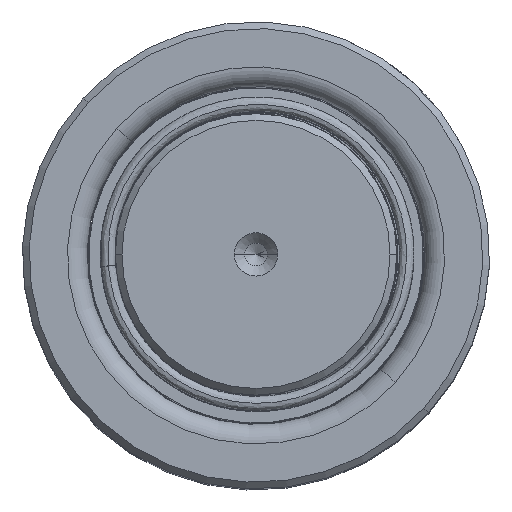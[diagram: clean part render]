
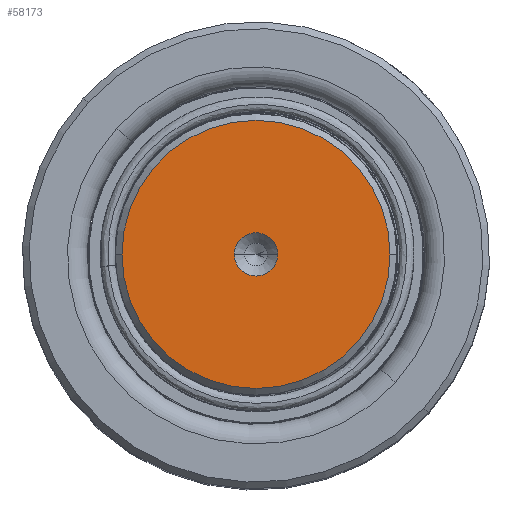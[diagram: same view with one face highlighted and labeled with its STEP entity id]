
A CAD part, top view. The second image highlights one B-rep face of the part: STEP entity #58173.
In plain terms, the highlighted planar face has unit normal (0, 0, 1).
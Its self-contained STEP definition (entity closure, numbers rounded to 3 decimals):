
#2827 = CARTESIAN_POINT ( 'NONE',  ( 3.85, 0., 220. ) ) ;
#3117 = CIRCLE ( 'NONE', #58253, 23.816 ) ;
#3978 = CIRCLE ( 'NONE', #21065, 23.816 ) ;
#5292 = CARTESIAN_POINT ( 'NONE',  ( 0., 0., 220. ) ) ;
#8386 = ORIENTED_EDGE ( 'NONE', *, *, #22317, .T. ) ;
#12075 = EDGE_CURVE ( 'NONE', #16080, #43291, #3978, .T. ) ;
#15747 = DIRECTION ( 'NONE',  ( 0., 0., 1. ) ) ;
#16080 = VERTEX_POINT ( 'NONE', #58157 ) ;
#16617 = DIRECTION ( 'NONE',  ( 1., 0., 0. ) ) ;
#18133 = CARTESIAN_POINT ( 'NONE',  ( -3.85, 0., 220. ) ) ;
#19398 = ORIENTED_EDGE ( 'NONE', *, *, #51740, .F. ) ;
#21065 = AXIS2_PLACEMENT_3D ( 'NONE', #35852, #26505, #50450 ) ;
#21856 = CIRCLE ( 'NONE', #39598, 3.85 ) ;
#22317 = EDGE_CURVE ( 'NONE', #43291, #16080, #3117, .T. ) ;
#23971 = CARTESIAN_POINT ( 'NONE',  ( 0., 0., 220. ) ) ;
#24289 = AXIS2_PLACEMENT_3D ( 'NONE', #53157, #28156, #33148 ) ;
#24336 = FACE_OUTER_BOUND ( 'NONE', #34130, .T. ) ;
#25487 = DIRECTION ( 'NONE',  ( 1., 0., 0. ) ) ;
#26505 = DIRECTION ( 'NONE',  ( 0., 0., 1. ) ) ;
#26715 = EDGE_LOOP ( 'NONE', ( #28393, #19398 ) ) ;
#28156 = DIRECTION ( 'NONE',  ( 0., 0., 1. ) ) ;
#28393 = ORIENTED_EDGE ( 'NONE', *, *, #30748, .F. ) ;
#28915 = ORIENTED_EDGE ( 'NONE', *, *, #12075, .T. ) ;
#29779 = VERTEX_POINT ( 'NONE', #2827 ) ;
#30748 = EDGE_CURVE ( 'NONE', #29779, #58971, #54228, .T. ) ;
#31323 = CARTESIAN_POINT ( 'NONE',  ( -23.816, 0., 220. ) ) ;
#31400 = DIRECTION ( 'NONE',  ( 0., 0., 1. ) ) ;
#33148 = DIRECTION ( 'NONE',  ( 1., 0., 0. ) ) ;
#34130 = EDGE_LOOP ( 'NONE', ( #8386, #28915 ) ) ;
#35265 = PLANE ( 'NONE',  #60956 ) ;
#35852 = CARTESIAN_POINT ( 'NONE',  ( 0., 0., 220. ) ) ;
#36357 = CARTESIAN_POINT ( 'NONE',  ( 0., 0., 220. ) ) ;
#39598 = AXIS2_PLACEMENT_3D ( 'NONE', #36357, #31400, #16617 ) ;
#43291 = VERTEX_POINT ( 'NONE', #31323 ) ;
#49419 = DIRECTION ( 'NONE',  ( 1., 0., 0. ) ) ;
#50450 = DIRECTION ( 'NONE',  ( 1., 0., 0. ) ) ;
#51740 = EDGE_CURVE ( 'NONE', #58971, #29779, #21856, .T. ) ;
#53157 = CARTESIAN_POINT ( 'NONE',  ( 0., 0., 220. ) ) ;
#54228 = CIRCLE ( 'NONE', #24289, 3.85 ) ;
#58157 = CARTESIAN_POINT ( 'NONE',  ( 23.816, 0., 220. ) ) ;
#58173 = ADVANCED_FACE ( 'NONE', ( #60929, #24336 ), #35265, .T. ) ;
#58253 = AXIS2_PLACEMENT_3D ( 'NONE', #23971, #64198, #49419 ) ;
#58971 = VERTEX_POINT ( 'NONE', #18133 ) ;
#60929 = FACE_BOUND ( 'NONE', #26715, .T. ) ;
#60956 = AXIS2_PLACEMENT_3D ( 'NONE', #5292, #15747, #25487 ) ;
#64198 = DIRECTION ( 'NONE',  ( 0., 0., 1. ) ) ;
